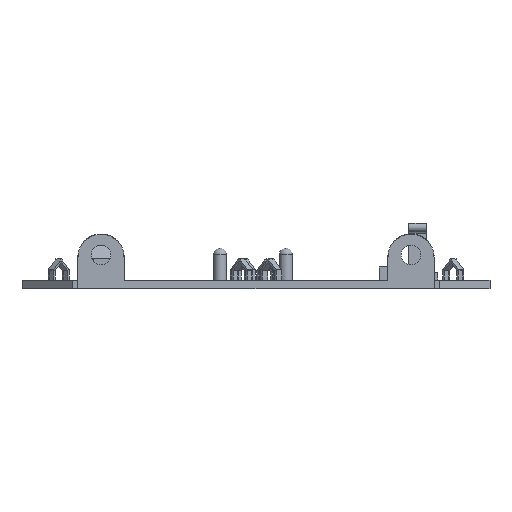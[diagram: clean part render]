
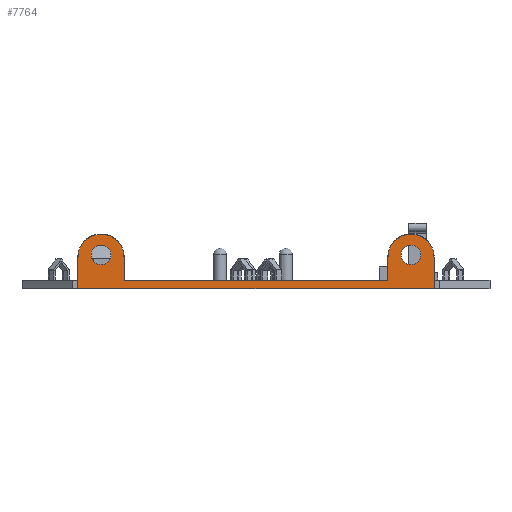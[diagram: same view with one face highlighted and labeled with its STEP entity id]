
A CAD part, left-side view. The second image highlights one B-rep face of the part: STEP entity #7764.
In plain terms, the highlighted planar face has unit normal (-1, 0, 0).
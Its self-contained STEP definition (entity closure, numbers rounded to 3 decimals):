
#94=FACE_BOUND('',#928,.T.);
#95=FACE_BOUND('',#929,.T.);
#498=FACE_OUTER_BOUND('',#927,.T.);
#927=EDGE_LOOP('',(#6965,#6966,#6967,#6968,#6969,#6970,#6971,#6972));
#928=EDGE_LOOP('',(#6973));
#929=EDGE_LOOP('',(#6974));
#1006=CIRCLE('',#8129,2.25);
#1009=CIRCLE('',#8134,5.25);
#1011=CIRCLE('',#8144,2.25);
#1014=CIRCLE('',#8149,5.25);
#1598=LINE('',#11382,#2607);
#1832=LINE('',#13426,#2841);
#1861=LINE('',#13483,#2870);
#1869=LINE('',#13515,#2878);
#2010=LINE('',#13791,#3019);
#2011=LINE('',#13793,#3020);
#2607=VECTOR('',#9234,10.);
#2841=VECTOR('',#9750,10.);
#2870=VECTOR('',#9781,10.);
#2878=VECTOR('',#9817,10.);
#3019=VECTOR('',#10116,10.);
#3020=VECTOR('',#10119,10.);
#3467=VERTEX_POINT('',#11379);
#3468=VERTEX_POINT('',#11381);
#3668=VERTEX_POINT('',#13411);
#3670=VERTEX_POINT('',#13419);
#3671=VERTEX_POINT('',#13420);
#3672=VERTEX_POINT('',#13425);
#3699=VERTEX_POINT('',#13481);
#3706=VERTEX_POINT('',#13501);
#3708=VERTEX_POINT('',#13509);
#3709=VERTEX_POINT('',#13510);
#4372=EDGE_CURVE('',#3467,#3468,#1598,.T.);
#4658=EDGE_CURVE('',#3668,#3668,#1006,.T.);
#4662=EDGE_CURVE('',#3670,#3671,#1009,.T.);
#4665=EDGE_CURVE('',#3670,#3672,#1832,.T.);
#4694=EDGE_CURVE('',#3699,#3672,#1861,.T.);
#4703=EDGE_CURVE('',#3706,#3706,#1011,.T.);
#4707=EDGE_CURVE('',#3708,#3709,#1014,.T.);
#4710=EDGE_CURVE('',#3708,#3699,#1869,.T.);
#4851=EDGE_CURVE('',#3709,#3468,#2010,.T.);
#4852=EDGE_CURVE('',#3671,#3467,#2011,.T.);
#6965=ORIENTED_EDGE('',*,*,#4851,.T.);
#6966=ORIENTED_EDGE('',*,*,#4372,.F.);
#6967=ORIENTED_EDGE('',*,*,#4852,.F.);
#6968=ORIENTED_EDGE('',*,*,#4662,.F.);
#6969=ORIENTED_EDGE('',*,*,#4665,.T.);
#6970=ORIENTED_EDGE('',*,*,#4694,.F.);
#6971=ORIENTED_EDGE('',*,*,#4710,.F.);
#6972=ORIENTED_EDGE('',*,*,#4707,.T.);
#6973=ORIENTED_EDGE('',*,*,#4658,.T.);
#6974=ORIENTED_EDGE('',*,*,#4703,.T.);
#7387=PLANE('',#8230);
#7764=ADVANCED_FACE('',(#498,#94,#95),#7387,.T.);
#8129=AXIS2_PLACEMENT_3D('',#13412,#9733,#9734);
#8134=AXIS2_PLACEMENT_3D('',#13421,#9744,#9745);
#8144=AXIS2_PLACEMENT_3D('',#13502,#9800,#9801);
#8149=AXIS2_PLACEMENT_3D('',#13511,#9811,#9812);
#8230=AXIS2_PLACEMENT_3D('',#13792,#10117,#10118);
#9234=DIRECTION('',(0.,1.,0.));
#9733=DIRECTION('center_axis',(1.,0.,0.));
#9734=DIRECTION('ref_axis',(0.,0.,1.));
#9744=DIRECTION('center_axis',(1.,0.,0.));
#9745=DIRECTION('ref_axis',(0.,0.,1.));
#9750=DIRECTION('',(0.,0.,-1.));
#9781=DIRECTION('',(0.,-1.,0.));
#9800=DIRECTION('center_axis',(1.,0.,0.));
#9801=DIRECTION('ref_axis',(0.,0.,1.));
#9811=DIRECTION('center_axis',(-1.,0.,0.));
#9812=DIRECTION('ref_axis',(0.,0.,1.));
#9817=DIRECTION('',(0.,0.,-1.));
#10116=DIRECTION('',(0.,0.,-1.));
#10117=DIRECTION('center_axis',(-1.,0.,0.));
#10118=DIRECTION('ref_axis',(0.,1.,0.));
#10119=DIRECTION('',(0.,0.,-1.));
#11379=CARTESIAN_POINT('',(-41.125,-40.518,-2.));
#11381=CARTESIAN_POINT('',(-41.125,40.518,-2.));
#11382=CARTESIAN_POINT('',(-41.125,40.518,-2.));
#13411=CARTESIAN_POINT('',(-41.125,-35.268,3.5));
#13412=CARTESIAN_POINT('Origin',(-41.125,-35.268,5.75));
#13419=CARTESIAN_POINT('',(-41.125,-30.018,5.25));
#13420=CARTESIAN_POINT('',(-41.125,-40.518,5.25));
#13421=CARTESIAN_POINT('Origin',(-41.125,-35.268,5.25));
#13425=CARTESIAN_POINT('',(-41.125,-30.018,0.));
#13426=CARTESIAN_POINT('',(-41.125,-30.018,5.25));
#13481=CARTESIAN_POINT('',(-41.125,30.018,0.));
#13483=CARTESIAN_POINT('',(-41.125,40.518,0.));
#13501=CARTESIAN_POINT('',(-41.125,35.268,3.5));
#13502=CARTESIAN_POINT('Origin',(-41.125,35.268,5.75));
#13509=CARTESIAN_POINT('',(-41.125,30.018,5.25));
#13510=CARTESIAN_POINT('',(-41.125,40.518,5.25));
#13511=CARTESIAN_POINT('Origin',(-41.125,35.268,5.25));
#13515=CARTESIAN_POINT('',(-41.125,30.018,5.25));
#13791=CARTESIAN_POINT('',(-41.125,40.518,5.25));
#13792=CARTESIAN_POINT('Origin',(-41.125,-40.518,0.));
#13793=CARTESIAN_POINT('',(-41.125,-40.518,5.25));
